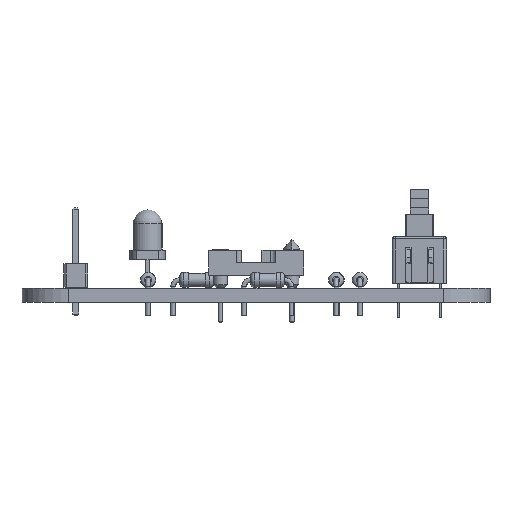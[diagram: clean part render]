
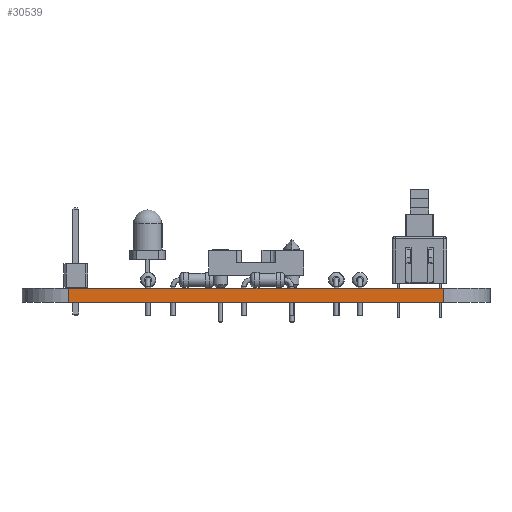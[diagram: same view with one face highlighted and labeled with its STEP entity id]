
A CAD part, left-side view. The second image highlights one B-rep face of the part: STEP entity #30539.
In plain terms, the highlighted planar face has unit normal (-1, 0, 0).
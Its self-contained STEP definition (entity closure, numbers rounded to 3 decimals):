
#29022 = VERTEX_POINT('',#29023);
#29023 = CARTESIAN_POINT('',(109.806,-80.621,0.));
#29030 = EDGE_CURVE('',#29031,#29022,#29033,.T.);
#29031 = VERTEX_POINT('',#29032);
#29032 = CARTESIAN_POINT('',(109.806,-120.621,0.));
#29033 = LINE('',#29034,#29035);
#29034 = CARTESIAN_POINT('',(109.806,-120.621,0.));
#29035 = VECTOR('',#29036,1.);
#29036 = DIRECTION('',(0.,1.,0.));
#29767 = VERTEX_POINT('',#29768);
#29768 = CARTESIAN_POINT('',(109.806,-80.621,1.51));
#29775 = EDGE_CURVE('',#29776,#29767,#29778,.T.);
#29776 = VERTEX_POINT('',#29777);
#29777 = CARTESIAN_POINT('',(109.806,-120.621,1.51));
#29778 = LINE('',#29779,#29780);
#29779 = CARTESIAN_POINT('',(109.806,-120.621,1.51));
#29780 = VECTOR('',#29781,1.);
#29781 = DIRECTION('',(0.,1.,0.));
#30509 = EDGE_CURVE('',#29022,#29767,#30510,.T.);
#30510 = LINE('',#30511,#30512);
#30511 = CARTESIAN_POINT('',(109.806,-80.621,0.));
#30512 = VECTOR('',#30513,1.);
#30513 = DIRECTION('',(0.,0.,1.));
#30539 = ADVANCED_FACE('',(#30540),#30551,.T.);
#30540 = FACE_BOUND('',#30541,.T.);
#30541 = EDGE_LOOP('',(#30542,#30548,#30549,#30550));
#30542 = ORIENTED_EDGE('',*,*,#30543,.T.);
#30543 = EDGE_CURVE('',#29031,#29776,#30544,.T.);
#30544 = LINE('',#30545,#30546);
#30545 = CARTESIAN_POINT('',(109.806,-120.621,0.));
#30546 = VECTOR('',#30547,1.);
#30547 = DIRECTION('',(0.,0.,1.));
#30548 = ORIENTED_EDGE('',*,*,#29775,.T.);
#30549 = ORIENTED_EDGE('',*,*,#30509,.F.);
#30550 = ORIENTED_EDGE('',*,*,#29030,.F.);
#30551 = PLANE('',#30552);
#30552 = AXIS2_PLACEMENT_3D('',#30553,#30554,#30555);
#30553 = CARTESIAN_POINT('',(109.806,-120.621,0.));
#30554 = DIRECTION('',(-1.,0.,0.));
#30555 = DIRECTION('',(0.,1.,0.));
